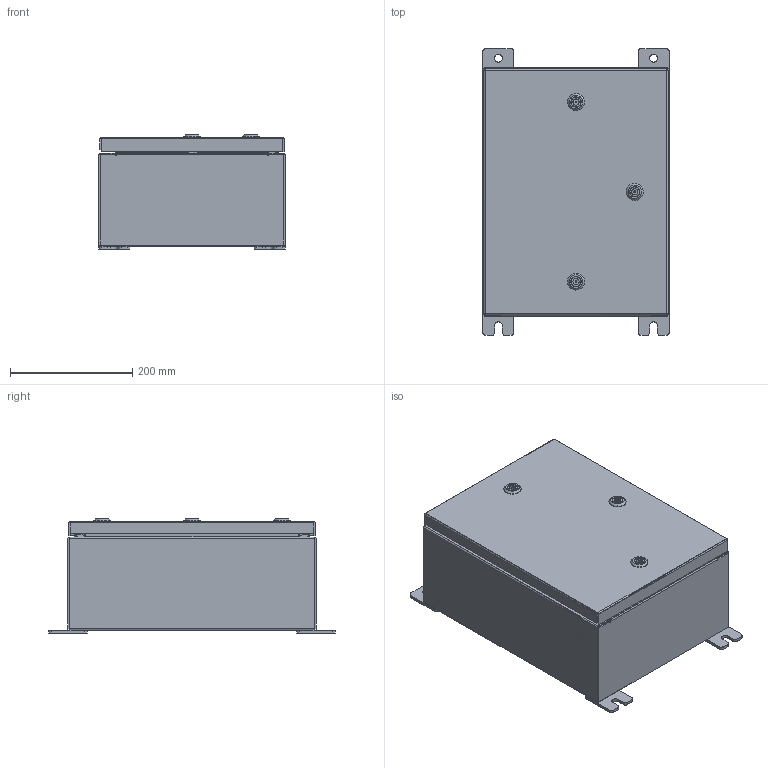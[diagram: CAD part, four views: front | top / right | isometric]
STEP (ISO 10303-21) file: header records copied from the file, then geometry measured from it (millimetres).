
FILE_DESCRIPTION (( 'STEP AP203' ), '1' );
FILE_NAME ('CHD161206WP.STEP', '2014-03-25T23:40:34', ( 'changeme' ), ( 'Microsoft' ), 'SwSTEP 2.0', 'SolidWorks 2013', '' );
FILE_SCHEMA (( 'CONFIG_CONTROL_DESIGN' ));
Length unit declared in the file: inch
Products named in the file (16): CHDSS161206WP Mounting Feet; CHD161206WP; Housing-211301-IB-Industrilas_Housing-211301-IB-Industrilas; HW-CLH-E5-8004_Cam-232112-U-Industrilas; Nut-211301-IB-Industrilas_Nut-211301-IB-Industrilas; HW-CLH-R001-0500_2412-026240-2445-Industrilas; Washer-221320-IB-Industrilas_Washer-221320-IB-Industrilas; CHDSS161206WP Top; Insert-221320-IB-Industrilas_Insert-221320-IB-Industrilas; Quarter-20 CD Stud; Screw-221320-IB-Industrilas_Screw-221320-IB-Industrilas; CHDSS161206WP Backpanel; CHDSS161206WP Mounting Studs; CHDSS161206WP Bottom; CHDSS161206WP Cover; CHDSS161206WP Body
Assembly tree (24 placements, depth 3):
  CHD161206WP
    CHDSS161206WP Backpanel
    CHDSS161206WP Mounting Studs  x4
    Quarter-20 CD Stud  x2
    CHDSS161206WP Mounting Feet  x4
    CHDSS161206WP Cover
    CHDSS161206WP Body
    CHDSS161206WP Bottom
    CHDSS161206WP Top
    HW-CLH-R001-0500_2412-026240-2445-Industrilas  x3
      Housing-211301-IB-Industrilas_Housing-211301-IB-Industrilas
      Nut-211301-IB-Industrilas_Nut-211301-IB-Industrilas
      Washer-221320-IB-Industrilas_Washer-221320-IB-Industrilas
      Screw-221320-IB-Industrilas_Screw-221320-IB-Industrilas
      Insert-221320-IB-Industrilas_Insert-221320-IB-Industrilas
      HW-CLH-E5-8004_Cam-232112-U-Industrilas
Bounding box: 304.8 x 469.9 x 187.09 mm (x, y, z)
Volume: 1341832.2 mm3; surface area: 1328892.4 mm2
Topology: 33 solids, 33 shells, 2858 faces, 7175 edges, 4397 vertices
Faces by surface type: cylinder 890, plane 870, bspline 635, cone 366, torus 76, sphere 21
Entity records: 60392 total; most frequent: CARTESIAN_POINT 34559, ORIENTED_EDGE 5474, DIRECTION 4383, EDGE_CURVE 2737, VERTEX_POINT 1667, AXIS2_PLACEMENT_3D 1639, EDGE_LOOP 1138, ADVANCED_FACE 1106
